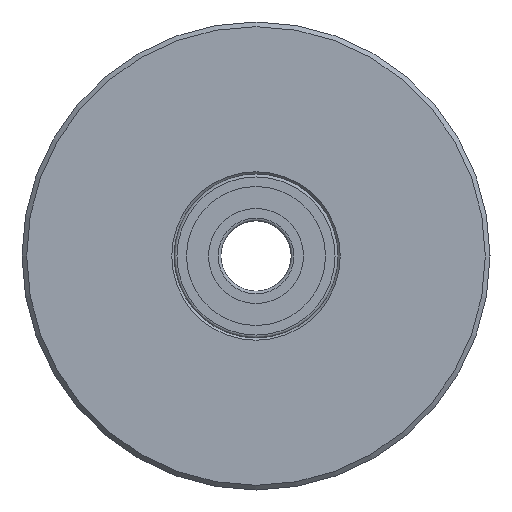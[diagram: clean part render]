
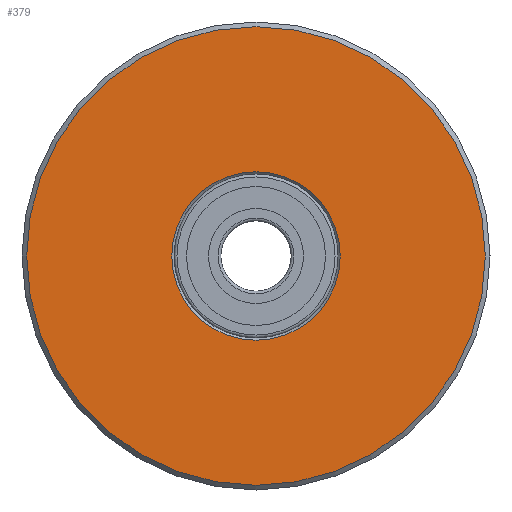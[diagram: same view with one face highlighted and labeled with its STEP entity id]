
A CAD part, left-side view. The second image highlights one B-rep face of the part: STEP entity #379.
In plain terms, the highlighted planar face has unit normal (-1, 0, 0).
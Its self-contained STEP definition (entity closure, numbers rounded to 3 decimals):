
#10 = EDGE_CURVE ( 'NONE', #1433, #1433, #404, .T. ) ;
#70 = ORIENTED_EDGE ( 'NONE', *, *, #1020, .F. ) ;
#177 = DIRECTION ( 'NONE',  ( 0., 0., -1. ) ) ;
#320 = CARTESIAN_POINT ( 'NONE',  ( 0., 0., -49. ) ) ;
#327 = DIRECTION ( 'NONE',  ( 0., 0., 1. ) ) ;
#338 = EDGE_LOOP ( 'NONE', ( #70 ) ) ;
#378 = ORIENTED_EDGE ( 'NONE', *, *, #10, .T. ) ;
#379 = ADVANCED_FACE ( 'NONE', ( #1037, #486 ), #754, .T. ) ;
#396 = AXIS2_PLACEMENT_3D ( 'NONE', #1205, #636, #1239 ) ;
#404 = CIRCLE ( 'NONE', #396, 18. ) ;
#482 = AXIS2_PLACEMENT_3D ( 'NONE', #867, #1114, #327 ) ;
#486 = FACE_OUTER_BOUND ( 'NONE', #338, .T. ) ;
#594 = CARTESIAN_POINT ( 'NONE',  ( 0., 0., -18. ) ) ;
#636 = DIRECTION ( 'NONE',  ( 1., 0., 0. ) ) ;
#754 = PLANE ( 'NONE',  #482 ) ;
#775 = DIRECTION ( 'NONE',  ( 1., 0., 0. ) ) ;
#867 = CARTESIAN_POINT ( 'NONE',  ( 0., 49., 0. ) ) ;
#993 = AXIS2_PLACEMENT_3D ( 'NONE', #1018, #775, #177 ) ;
#1018 = CARTESIAN_POINT ( 'NONE',  ( 0., 0., 0. ) ) ;
#1020 = EDGE_CURVE ( 'NONE', #1456, #1456, #1380, .T. ) ;
#1037 = FACE_BOUND ( 'NONE', #1153, .T. ) ;
#1114 = DIRECTION ( 'NONE',  ( -1., 0., 0. ) ) ;
#1153 = EDGE_LOOP ( 'NONE', ( #378 ) ) ;
#1205 = CARTESIAN_POINT ( 'NONE',  ( 0., 0., 0. ) ) ;
#1239 = DIRECTION ( 'NONE',  ( 0., 0., -1. ) ) ;
#1380 = CIRCLE ( 'NONE', #993, 49. ) ;
#1433 = VERTEX_POINT ( 'NONE', #594 ) ;
#1456 = VERTEX_POINT ( 'NONE', #320 ) ;
